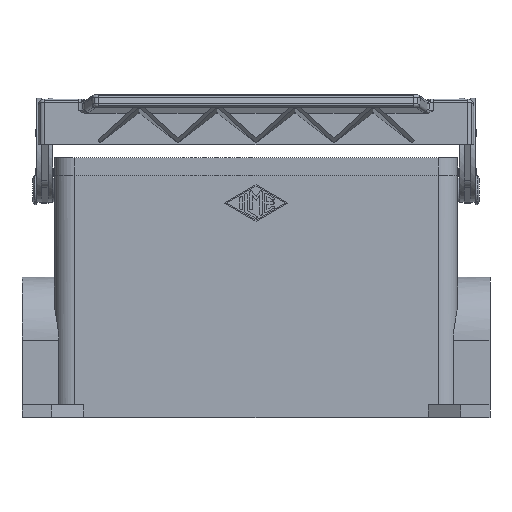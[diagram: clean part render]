
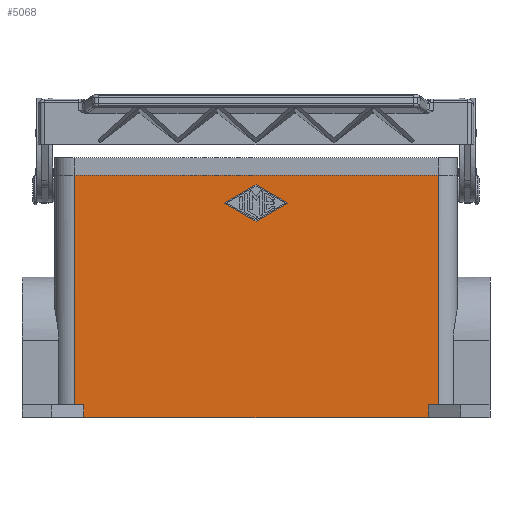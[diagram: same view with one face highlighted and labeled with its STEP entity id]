
A CAD part, front view. The second image highlights one B-rep face of the part: STEP entity #5068.
In plain terms, the highlighted planar face has unit normal (0, -1, 0).
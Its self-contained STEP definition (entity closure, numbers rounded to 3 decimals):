
#4226=CARTESIAN_POINT('',(-9.75,-21.75,15.));
#4227=VERTEX_POINT('',#4226);
#4234=CARTESIAN_POINT('',(0.,-21.75,9.375));
#4235=VERTEX_POINT('',#4234);
#4236=CARTESIAN_POINT('',(0.,-21.75,9.375));
#4237=DIRECTION('',(-0.866,0.0,0.5));
#4238=VECTOR('',#4237,11.256);
#4239=LINE('',#4236,#4238);
#4240=EDGE_CURVE('',#4235,#4227,#4239,.T.);
#4265=CARTESIAN_POINT('',(9.75,-21.75,15.));
#4266=VERTEX_POINT('',#4265);
#4267=CARTESIAN_POINT('',(9.75,-21.75,15.));
#4268=DIRECTION('',(-0.866,0.0,-0.5));
#4269=VECTOR('',#4268,11.256);
#4270=LINE('',#4267,#4269);
#4271=EDGE_CURVE('',#4266,#4235,#4270,.T.);
#4296=CARTESIAN_POINT('',(0.,-21.75,20.625));
#4297=VERTEX_POINT('',#4296);
#4298=CARTESIAN_POINT('',(0.,-21.75,20.625));
#4299=DIRECTION('',(0.866,0.0,-0.5));
#4300=VECTOR('',#4299,11.256);
#4301=LINE('',#4298,#4300);
#4302=EDGE_CURVE('',#4297,#4266,#4301,.T.);
#4325=CARTESIAN_POINT('',(-9.75,-21.75,15.));
#4326=DIRECTION('',(0.866,0.0,0.5));
#4327=VECTOR('',#4326,11.256);
#4328=LINE('',#4325,#4327);
#4329=EDGE_CURVE('',#4227,#4297,#4328,.T.);
#4991=CARTESIAN_POINT('',(53.0,-21.75,-51.0));
#4992=DIRECTION('',(0.0,-1.0,0.0));
#4993=DIRECTION('',(0.0,0.0,-1.0));
#4994=AXIS2_PLACEMENT_3D('',#4991,#4992,#4993);
#4995=PLANE('',#4994);
#4996=CARTESIAN_POINT('',(-53.0,-21.75,-51.0));
#4997=VERTEX_POINT('',#4996);
#4998=CARTESIAN_POINT('',(-53.0,-21.75,-47.));
#4999=VERTEX_POINT('',#4998);
#5000=CARTESIAN_POINT('',(-53.0,-21.75,-51.0));
#5001=DIRECTION('',(0.0,0.0,1.0));
#5002=VECTOR('',#5001,4.);
#5003=LINE('',#5000,#5002);
#5004=EDGE_CURVE('',#4997,#4999,#5003,.T.);
#5005=ORIENTED_EDGE('',*,*,#5004,.F.);
#5006=CARTESIAN_POINT('',(53.0,-21.75,-51.0));
#5007=VERTEX_POINT('',#5006);
#5008=CARTESIAN_POINT('',(53.0,-21.75,-51.0));
#5009=DIRECTION('',(-1.0,0.0,0.0));
#5010=VECTOR('',#5009,106.0);
#5011=LINE('',#5008,#5010);
#5012=EDGE_CURVE('',#5007,#4997,#5011,.T.);
#5013=ORIENTED_EDGE('',*,*,#5012,.F.);
#5014=CARTESIAN_POINT('',(53.0,-21.75,-47.));
#5015=VERTEX_POINT('',#5014);
#5016=CARTESIAN_POINT('',(53.0,-21.75,-51.0));
#5017=DIRECTION('',(0.0,0.0,1.0));
#5018=VECTOR('',#5017,4.);
#5019=LINE('',#5016,#5018);
#5020=EDGE_CURVE('',#5007,#5015,#5019,.T.);
#5021=ORIENTED_EDGE('',*,*,#5020,.T.);
#5022=CARTESIAN_POINT('',(56.0,-21.75,-47.));
#5023=VERTEX_POINT('',#5022);
#5024=CARTESIAN_POINT('',(56.0,-21.75,-47.));
#5025=DIRECTION('',(-1.0,0.0,0.0));
#5026=VECTOR('',#5025,3.0);
#5027=LINE('',#5024,#5026);
#5028=EDGE_CURVE('',#5023,#5015,#5027,.T.);
#5029=ORIENTED_EDGE('',*,*,#5028,.F.);
#5030=CARTESIAN_POINT('',(56.0,-21.75,23.5));
#5031=VERTEX_POINT('',#5030);
#5032=CARTESIAN_POINT('',(56.0,-21.75,-47.));
#5033=DIRECTION('',(0.0,0.0,1.0));
#5034=VECTOR('',#5033,70.5);
#5035=LINE('',#5032,#5034);
#5036=EDGE_CURVE('',#5023,#5031,#5035,.T.);
#5037=ORIENTED_EDGE('',*,*,#5036,.T.);
#5038=CARTESIAN_POINT('',(-56.0,-21.75,23.5));
#5039=VERTEX_POINT('',#5038);
#5040=CARTESIAN_POINT('',(56.0,-21.75,23.5));
#5041=DIRECTION('',(-1.0,0.0,0.0));
#5042=VECTOR('',#5041,112.0);
#5043=LINE('',#5040,#5042);
#5044=EDGE_CURVE('',#5031,#5039,#5043,.T.);
#5045=ORIENTED_EDGE('',*,*,#5044,.T.);
#5046=CARTESIAN_POINT('',(-56.0,-21.75,-47.));
#5047=VERTEX_POINT('',#5046);
#5048=CARTESIAN_POINT('',(-56.0,-21.75,-47.));
#5049=DIRECTION('',(0.0,0.0,1.0));
#5050=VECTOR('',#5049,70.5);
#5051=LINE('',#5048,#5050);
#5052=EDGE_CURVE('',#5047,#5039,#5051,.T.);
#5053=ORIENTED_EDGE('',*,*,#5052,.F.);
#5054=CARTESIAN_POINT('',(-53.0,-21.75,-47.));
#5055=DIRECTION('',(-1.0,0.0,0.0));
#5056=VECTOR('',#5055,3.0);
#5057=LINE('',#5054,#5056);
#5058=EDGE_CURVE('',#4999,#5047,#5057,.T.);
#5059=ORIENTED_EDGE('',*,*,#5058,.F.);
#5060=EDGE_LOOP('',(#5005,#5013,#5021,#5029,#5037,#5045,#5053,#5059));
#5061=FACE_OUTER_BOUND('',#5060,.T.);
#5062=ORIENTED_EDGE('',*,*,#4240,.T.);
#5063=ORIENTED_EDGE('',*,*,#4329,.T.);
#5064=ORIENTED_EDGE('',*,*,#4302,.T.);
#5065=ORIENTED_EDGE('',*,*,#4271,.T.);
#5066=EDGE_LOOP('',(#5062,#5063,#5064,#5065));
#5067=FACE_BOUND('',#5066,.T.);
#5068=ADVANCED_FACE('',(#5061,#5067),#4995,.T.);
